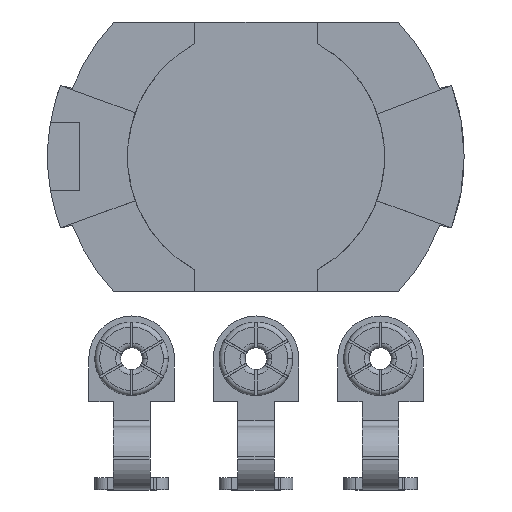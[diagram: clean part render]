
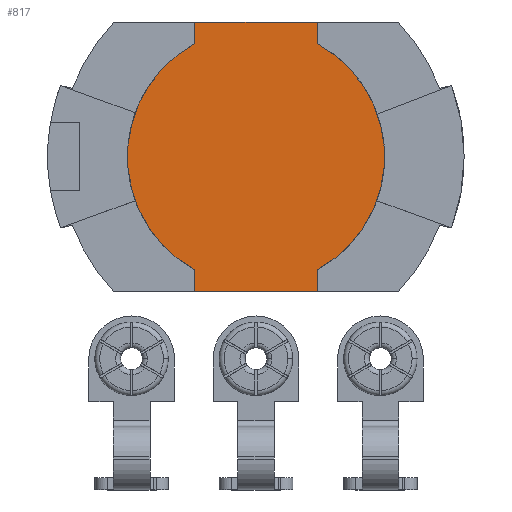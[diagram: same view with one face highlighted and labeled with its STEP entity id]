
A CAD part, top view. The second image highlights one B-rep face of the part: STEP entity #817.
In plain terms, the highlighted planar face has unit normal (0, 0, 1).
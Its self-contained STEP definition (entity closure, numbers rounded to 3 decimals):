
#343 = VERTEX_POINT('',#344);
#344 = CARTESIAN_POINT('',(2.5,5.5,2.));
#350 = EDGE_CURVE('',#343,#351,#353,.T.);
#351 = VERTEX_POINT('',#352);
#352 = CARTESIAN_POINT('',(-2.5,5.5,2.));
#353 = LINE('',#354,#355);
#354 = CARTESIAN_POINT('',(2.5,5.5,2.));
#355 = VECTOR('',#356,1.);
#356 = DIRECTION('',(-1.,0.,0.));
#691 = EDGE_CURVE('',#351,#692,#694,.T.);
#692 = VERTEX_POINT('',#693);
#693 = CARTESIAN_POINT('',(-2.5,4.617,2.));
#694 = LINE('',#695,#696);
#695 = CARTESIAN_POINT('',(-2.5,5.5,2.));
#696 = VECTOR('',#697,1.);
#697 = DIRECTION('',(0.,-1.,0.));
#716 = EDGE_CURVE('',#692,#717,#719,.T.);
#717 = VERTEX_POINT('',#718);
#718 = CARTESIAN_POINT('',(-2.5,-4.617,2.));
#719 = CIRCLE('',#720,5.25);
#720 = AXIS2_PLACEMENT_3D('',#721,#722,#723);
#721 = CARTESIAN_POINT('',(0.,0.,2.));
#722 = DIRECTION('',(0.,0.,1.));
#723 = DIRECTION('',(1.,0.,0.));
#798 = EDGE_CURVE('',#343,#799,#801,.T.);
#799 = VERTEX_POINT('',#800);
#800 = CARTESIAN_POINT('',(2.5,4.617,2.));
#801 = LINE('',#802,#803);
#802 = CARTESIAN_POINT('',(2.5,5.5,2.));
#803 = VECTOR('',#804,1.);
#804 = DIRECTION('',(0.,-1.,0.));
#817 = ADVANCED_FACE('',(#818),#855,.T.);
#818 = FACE_BOUND('',#819,.T.);
#819 = EDGE_LOOP('',(#820,#821,#822,#823,#831,#839,#847,#854));
#820 = ORIENTED_EDGE('',*,*,#350,.T.);
#821 = ORIENTED_EDGE('',*,*,#691,.T.);
#822 = ORIENTED_EDGE('',*,*,#716,.T.);
#823 = ORIENTED_EDGE('',*,*,#824,.F.);
#824 = EDGE_CURVE('',#825,#717,#827,.T.);
#825 = VERTEX_POINT('',#826);
#826 = CARTESIAN_POINT('',(-2.5,-5.5,2.));
#827 = LINE('',#828,#829);
#828 = CARTESIAN_POINT('',(-2.5,-5.5,2.));
#829 = VECTOR('',#830,1.);
#830 = DIRECTION('',(0.,1.,0.));
#831 = ORIENTED_EDGE('',*,*,#832,.F.);
#832 = EDGE_CURVE('',#833,#825,#835,.T.);
#833 = VERTEX_POINT('',#834);
#834 = CARTESIAN_POINT('',(2.5,-5.5,2.));
#835 = LINE('',#836,#837);
#836 = CARTESIAN_POINT('',(2.5,-5.5,2.));
#837 = VECTOR('',#838,1.);
#838 = DIRECTION('',(-1.,0.,0.));
#839 = ORIENTED_EDGE('',*,*,#840,.T.);
#840 = EDGE_CURVE('',#833,#841,#843,.T.);
#841 = VERTEX_POINT('',#842);
#842 = CARTESIAN_POINT('',(2.5,-4.617,2.));
#843 = LINE('',#844,#845);
#844 = CARTESIAN_POINT('',(2.5,-5.5,2.));
#845 = VECTOR('',#846,1.);
#846 = DIRECTION('',(0.,1.,0.));
#847 = ORIENTED_EDGE('',*,*,#848,.T.);
#848 = EDGE_CURVE('',#841,#799,#849,.T.);
#849 = CIRCLE('',#850,5.25);
#850 = AXIS2_PLACEMENT_3D('',#851,#852,#853);
#851 = CARTESIAN_POINT('',(0.,0.,2.));
#852 = DIRECTION('',(0.,0.,1.));
#853 = DIRECTION('',(1.,0.,0.));
#854 = ORIENTED_EDGE('',*,*,#798,.F.);
#855 = PLANE('',#856);
#856 = AXIS2_PLACEMENT_3D('',#857,#858,#859);
#857 = CARTESIAN_POINT('',(0.,0.,2.));
#858 = DIRECTION('',(0.,0.,1.));
#859 = DIRECTION('',(1.,0.,0.));
